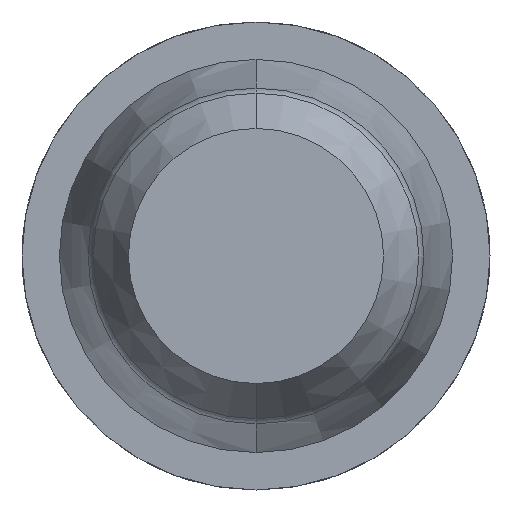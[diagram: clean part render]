
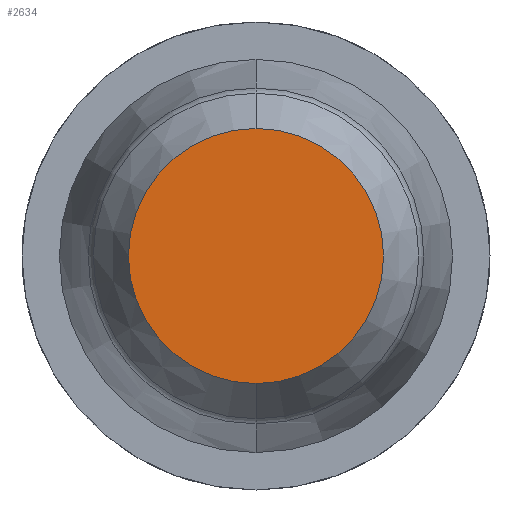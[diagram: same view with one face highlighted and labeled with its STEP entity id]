
A CAD part, front view. The second image highlights one B-rep face of the part: STEP entity #2634.
In plain terms, the highlighted planar face has unit normal (0, -1, 0).
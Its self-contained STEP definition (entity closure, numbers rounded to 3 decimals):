
#194 = EDGE_LOOP ( 'NONE', ( #3508, #4053 ) ) ;
#234 = VERTEX_POINT ( 'NONE', #2500 ) ;
#1102 = CARTESIAN_POINT ( 'NONE',  ( 0., -30.5, 0. ) ) ;
#1223 = CIRCLE ( 'NONE', #1860, 0.627 ) ;
#1233 = PLANE ( 'NONE',  #1805 ) ;
#1375 = AXIS2_PLACEMENT_3D ( 'NONE', #1102, #3340, #1436 ) ;
#1436 = DIRECTION ( 'NONE',  ( 0., 0., 1. ) ) ;
#1623 = VERTEX_POINT ( 'NONE', #4028 ) ;
#1804 = DIRECTION ( 'NONE',  ( 0., 1., 0. ) ) ;
#1805 = AXIS2_PLACEMENT_3D ( 'NONE', #4125, #3784, #2533 ) ;
#1860 = AXIS2_PLACEMENT_3D ( 'NONE', #2163, #1804, #3095 ) ;
#1989 = EDGE_CURVE ( 'Defeature ausgef�hrt3_6+Defeature ausgef�hrt3_5+Defeature ausgef�hrt3_5+Defeature ausgef�hrt3_5', #234, #1623, #2077, .T. ) ;
#2077 = CIRCLE ( 'NONE', #1375, 0.627 ) ;
#2104 = EDGE_CURVE ( 'Defeature ausgef�hrt3_6+Defeature ausgef�hrt3_5+Defeature ausgef�hrt3_5+Defeature ausgef�hrt3_5', #1623, #234, #1223, .T. ) ;
#2163 = CARTESIAN_POINT ( 'NONE',  ( 0., -30.5, 0. ) ) ;
#2500 = CARTESIAN_POINT ( 'NONE',  ( 0., -30.5, 0.627 ) ) ;
#2533 = DIRECTION ( 'NONE',  ( 0., 0., 1. ) ) ;
#2634 = ADVANCED_FACE ( 'Defeature ausgef�hrt3_5', ( #2881 ), #1233, .F. ) ;
#2881 = FACE_OUTER_BOUND ( 'NONE', #194, .T. ) ;
#3095 = DIRECTION ( 'NONE',  ( 0., 0., 1. ) ) ;
#3340 = DIRECTION ( 'NONE',  ( 0., 1., 0. ) ) ;
#3508 = ORIENTED_EDGE ( 'NONE', *, *, #1989, .F. ) ;
#3784 = DIRECTION ( 'NONE',  ( 0., 1., 0. ) ) ;
#4028 = CARTESIAN_POINT ( 'NONE',  ( 0., -30.5, -0.627 ) ) ;
#4053 = ORIENTED_EDGE ( 'NONE', *, *, #2104, .F. ) ;
#4125 = CARTESIAN_POINT ( 'NONE',  ( 0., -30.5, 0. ) ) ;
